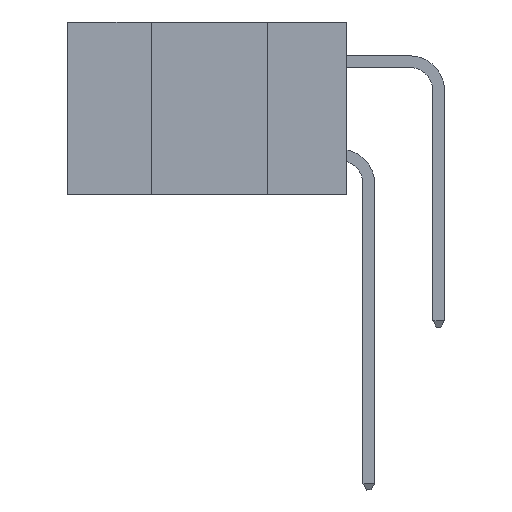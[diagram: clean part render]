
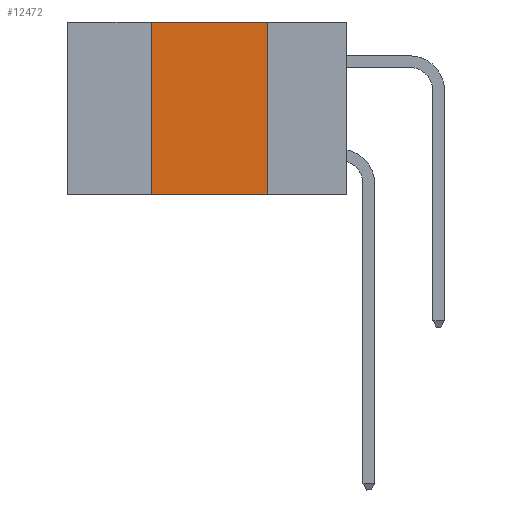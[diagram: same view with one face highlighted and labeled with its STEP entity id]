
A CAD part, left-side view. The second image highlights one B-rep face of the part: STEP entity #12472.
In plain terms, the highlighted planar face has unit normal (-1, 0, 0).
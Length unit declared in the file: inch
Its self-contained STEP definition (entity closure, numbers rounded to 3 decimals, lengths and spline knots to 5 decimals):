
#247 = DIRECTION ( 'NONE',  ( 0., 0., -1. ) ) ;
#1157 = CARTESIAN_POINT ( 'NONE',  ( 0., 0.42, 0. ) ) ;
#1449 = VECTOR ( 'NONE', #247, 39.37008 ) ;
#4478 = VERTEX_POINT ( 'NONE', #23009 ) ;
#5014 = FACE_OUTER_BOUND ( 'NONE', #7928, .T. ) ;
#5409 = LINE ( 'NONE', #24113, #23356 ) ;
#7928 = EDGE_LOOP ( 'NONE', ( #24873, #8588, #24604, #32073 ) ) ;
#8015 = VERTEX_POINT ( 'NONE', #28788 ) ;
#8588 = ORIENTED_EDGE ( 'NONE', *, *, #32581, .F. ) ;
#9390 = CARTESIAN_POINT ( 'NONE',  ( 0., 0.17, 0. ) ) ;
#9714 = DIRECTION ( 'NONE',  ( 0., -1., 0. ) ) ;
#11104 = EDGE_CURVE ( 'NONE', #26639, #4478, #15842, .T. ) ;
#12225 = DIRECTION ( 'NONE',  ( 1., 0., 0. ) ) ;
#12472 = ADVANCED_FACE ( 'NONE', ( #5014 ), #29574, .F. ) ;
#13025 = LINE ( 'NONE', #37027, #36837 ) ;
#13835 = EDGE_CURVE ( 'NONE', #8015, #17807, #5409, .T. ) ;
#15195 = CARTESIAN_POINT ( 'NONE',  ( 0., 0.6, 0. ) ) ;
#15400 = VECTOR ( 'NONE', #9714, 39.37008 ) ;
#15842 = LINE ( 'NONE', #36982, #1449 ) ;
#17807 = VERTEX_POINT ( 'NONE', #1157 ) ;
#19787 = DIRECTION ( 'NONE',  ( 0., -1., 0. ) ) ;
#20371 = CARTESIAN_POINT ( 'NONE',  ( 0., 0.6, 0. ) ) ;
#20690 = AXIS2_PLACEMENT_3D ( 'NONE', #20371, #12225, #34838 ) ;
#23009 = CARTESIAN_POINT ( 'NONE',  ( 0., 0.17, -0.37 ) ) ;
#23356 = VECTOR ( 'NONE', #32777, 39.37008 ) ;
#24113 = CARTESIAN_POINT ( 'NONE',  ( 0., 0.42, 0. ) ) ;
#24604 = ORIENTED_EDGE ( 'NONE', *, *, #13835, .F. ) ;
#24873 = ORIENTED_EDGE ( 'NONE', *, *, #11104, .F. ) ;
#26639 = VERTEX_POINT ( 'NONE', #9390 ) ;
#28504 = EDGE_CURVE ( 'NONE', #8015, #4478, #13025, .T. ) ;
#28788 = CARTESIAN_POINT ( 'NONE',  ( 0., 0.42, -0.37 ) ) ;
#29574 = PLANE ( 'NONE',  #20690 ) ;
#32073 = ORIENTED_EDGE ( 'NONE', *, *, #28504, .T. ) ;
#32581 = EDGE_CURVE ( 'NONE', #17807, #26639, #34738, .T. ) ;
#32777 = DIRECTION ( 'NONE',  ( 0., 0., 1. ) ) ;
#34738 = LINE ( 'NONE', #15195, #15400 ) ;
#34838 = DIRECTION ( 'NONE',  ( 0., 0., -1. ) ) ;
#36837 = VECTOR ( 'NONE', #19787, 39.37008 ) ;
#36982 = CARTESIAN_POINT ( 'NONE',  ( 0., 0.17, 0. ) ) ;
#37027 = CARTESIAN_POINT ( 'NONE',  ( 0., 0.6, -0.37 ) ) ;
